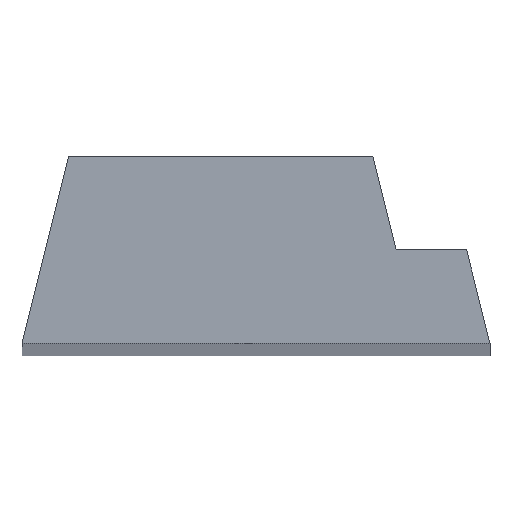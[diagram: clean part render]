
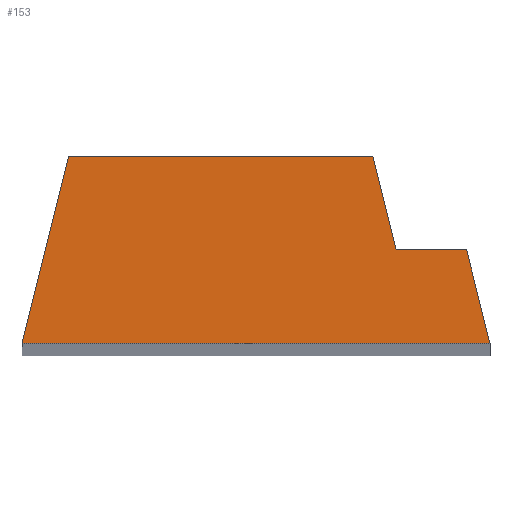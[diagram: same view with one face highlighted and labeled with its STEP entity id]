
A CAD part, top view. The second image highlights one B-rep face of the part: STEP entity #153.
In plain terms, the highlighted planar face has unit normal (0, 0, 1).
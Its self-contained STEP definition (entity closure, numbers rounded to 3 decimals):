
#50=ORIENTED_EDGE('',*,*,#56,.T.);
#51=ORIENTED_EDGE('',*,*,#60,.T.);
#52=ORIENTED_EDGE('',*,*,#63,.T.);
#53=ORIENTED_EDGE('',*,*,#66,.T.);
#54=ORIENTED_EDGE('',*,*,#69,.T.);
#55=ORIENTED_EDGE('',*,*,#72,.T.);
#56=EDGE_CURVE('',#74,#75,#86,.T.);
#60=EDGE_CURVE('',#75,#78,#90,.T.);
#63=EDGE_CURVE('',#78,#80,#93,.T.);
#66=EDGE_CURVE('',#80,#82,#96,.T.);
#69=EDGE_CURVE('',#82,#84,#99,.T.);
#72=EDGE_CURVE('',#84,#74,#102,.T.);
#74=VERTEX_POINT('',#214);
#75=VERTEX_POINT('',#215);
#78=VERTEX_POINT('',#223);
#80=VERTEX_POINT('',#229);
#82=VERTEX_POINT('',#235);
#84=VERTEX_POINT('',#241);
#86=LINE('',#213,#104);
#90=LINE('',#222,#108);
#93=LINE('',#228,#111);
#96=LINE('',#234,#114);
#99=LINE('',#240,#117);
#102=LINE('',#246,#120);
#104=VECTOR('',#179,1000.);
#108=VECTOR('',#185,1000.);
#111=VECTOR('',#190,1000.);
#114=VECTOR('',#195,1000.);
#117=VECTOR('',#200,1000.);
#120=VECTOR('',#205,1000.);
#129=EDGE_LOOP('',(#50,#51,#52,#53,#54,#55));
#137=FACE_BOUND('',#129,.T.);
#145=PLANE('',#174);
#153=ADVANCED_FACE('',(#137),#145,.T.);
#174=AXIS2_PLACEMENT_3D('',#249,#209,#210);
#179=DIRECTION('',(-0.242,-0.97,0.));
#185=DIRECTION('',(1.,0.,0.));
#190=DIRECTION('',(-0.242,0.97,0.));
#195=DIRECTION('',(-1.,0.,0.));
#200=DIRECTION('',(-0.242,0.97,0.));
#205=DIRECTION('',(-1.,0.,0.));
#209=DIRECTION('',(0.,0.,1.));
#210=DIRECTION('',(1.,0.,0.));
#213=CARTESIAN_POINT('',(0.997,4.,0.));
#214=CARTESIAN_POINT('',(0.997,4.,0.));
#215=CARTESIAN_POINT('',(0.,0.,0.));
#222=CARTESIAN_POINT('',(0.,0.,0.));
#223=CARTESIAN_POINT('',(10.,0.,0.));
#228=CARTESIAN_POINT('',(10.,0.,0.));
#229=CARTESIAN_POINT('',(9.501,2.,0.));
#234=CARTESIAN_POINT('',(9.501,2.,0.));
#235=CARTESIAN_POINT('',(7.996,2.,0.));
#240=CARTESIAN_POINT('',(7.996,2.,0.));
#241=CARTESIAN_POINT('',(7.497,4.,0.));
#246=CARTESIAN_POINT('',(7.497,4.,0.));
#249=CARTESIAN_POINT('',(0.,0.,0.));
